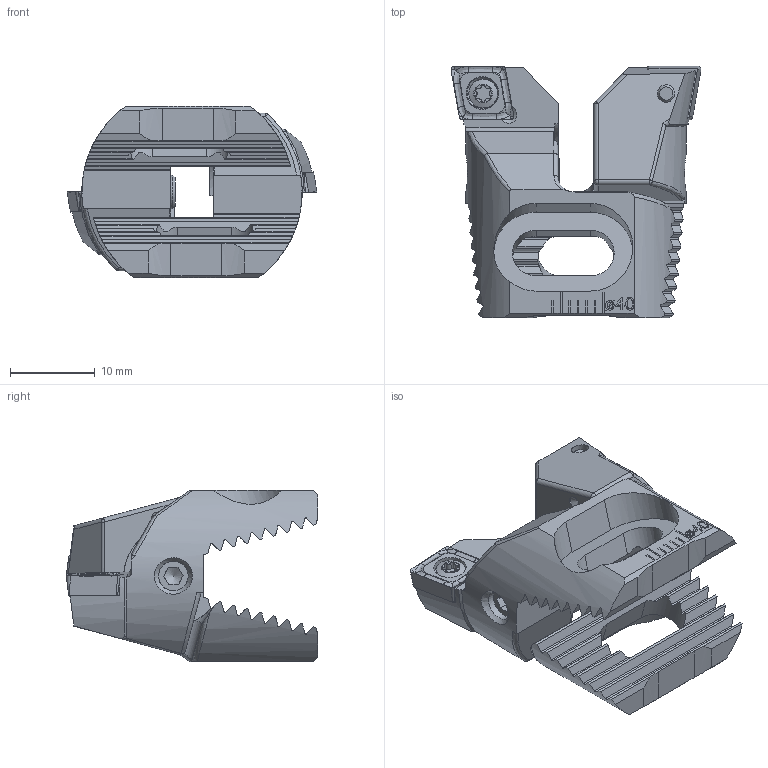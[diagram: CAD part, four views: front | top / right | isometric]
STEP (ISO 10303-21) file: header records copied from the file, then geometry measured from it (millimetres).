
FILE_DESCRIPTION (( 'STEP AP214' ), '1' );
FILE_NAME ('Z25.WCA.B11.016.STEP', '2020-08-14T11:27:34', ( '' ), ( '' ), 'SwSTEP 2.0', 'SolidWorks 2017', '' );
FILE_SCHEMA (( 'AUTOMOTIVE_DESIGN' ));
Length unit declared in the file: millimetre
Products named in the file (6): Z25-ER3.001.010_A; Z25.WCA.B11.016; CCMT060204; WCA-ER2.001.006_A; WCA-ER2.001.006_B; ZC2-xxx.001.016_A
Assembly tree (9 placements, depth 2):
  Z25.WCA.B11.016
    ZC2-xxx.001.016_A  x2
    WCA-ER2.001.006_A
    Z25-ER3.001.010_A  x2
    CCMT060204  x2
    WCA-ER2.001.006_B  x2
Bounding box: 29.5 x 29.7 x 20.2 mm (x, y, z)
Volume: 5289.8 mm3; surface area: 4874.9 mm2
Topology: 9 solids, 9 shells, 596 faces, 1569 edges, 1005 vertices
Faces by surface type: plane 313, cylinder 124, bspline 92, cone 49, sphere 11, torus 7
Full cylindrical faces by diameter (mm): 1.6 x2, 2 x2, 2.05 x2, 2.5 x3, 2.8 x2, 3.4 x3, 3.5 x2, 3.85 x2, 4 x2
Entity records: 12085 total; most frequent: CARTESIAN_POINT 4502, ORIENTED_EDGE 1546, DIRECTION 1155, EDGE_CURVE 773, VERTEX_POINT 512, VECTOR 391, LINE 391, AXIS2_PLACEMENT_3D 382
